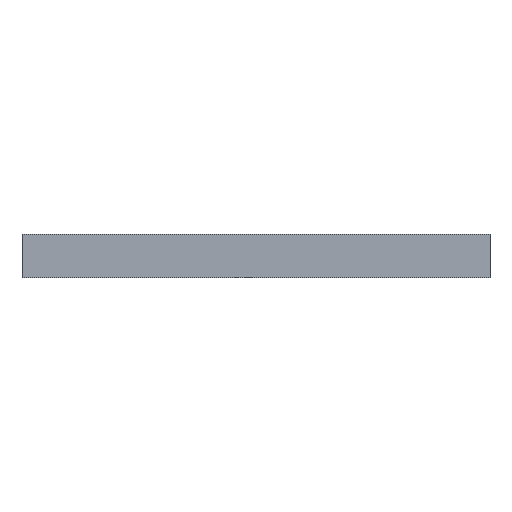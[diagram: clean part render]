
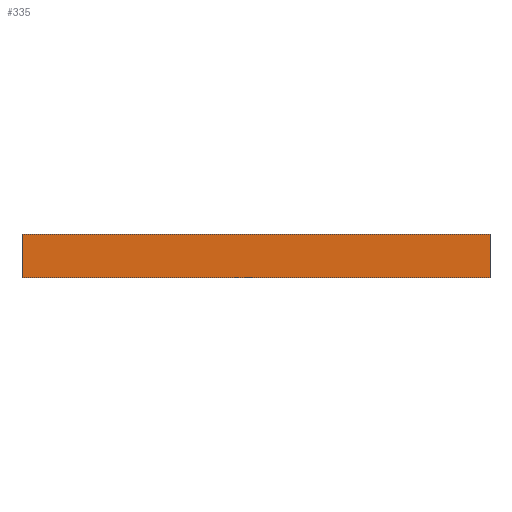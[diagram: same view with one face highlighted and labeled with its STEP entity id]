
A CAD part, left-side view. The second image highlights one B-rep face of the part: STEP entity #335.
In plain terms, the highlighted planar face has unit normal (-1, 0, 0).
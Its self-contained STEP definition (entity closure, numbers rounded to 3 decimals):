
#14 = CARTESIAN_POINT ( 'NONE',  ( -10.5, -8., 1.5 ) ) ;
#152 = EDGE_CURVE ( 'NONE', #581, #227, #170, .T. ) ;
#164 = CARTESIAN_POINT ( 'NONE',  ( -10.5, 8., 1.5 ) ) ;
#170 = LINE ( 'NONE', #774, #276 ) ;
#191 = ORIENTED_EDGE ( 'NONE', *, *, #913, .T. ) ;
#210 = VERTEX_POINT ( 'NONE', #955 ) ;
#220 = CARTESIAN_POINT ( 'NONE',  ( -10.5, -8., 1.5 ) ) ;
#226 = DIRECTION ( 'NONE',  ( 0., 0., -1. ) ) ;
#227 = VERTEX_POINT ( 'NONE', #343 ) ;
#259 = CARTESIAN_POINT ( 'NONE',  ( -10.5, 8., 1.5 ) ) ;
#276 = VECTOR ( 'NONE', #724, 1000. ) ;
#310 = DIRECTION ( 'NONE',  ( 0., 0., -1. ) ) ;
#325 = ORIENTED_EDGE ( 'NONE', *, *, #561, .F. ) ;
#335 = ADVANCED_FACE ( 'NONE', ( #970 ), #667, .F. ) ;
#343 = CARTESIAN_POINT ( 'NONE',  ( -10.5, -8., 1.5 ) ) ;
#361 = CARTESIAN_POINT ( 'NONE',  ( -10.5, -8., 0. ) ) ;
#394 = LINE ( 'NONE', #14, #675 ) ;
#451 = DIRECTION ( 'NONE',  ( 0., 0., -1. ) ) ;
#561 = EDGE_CURVE ( 'NONE', #227, #210, #394, .T. ) ;
#581 = VERTEX_POINT ( 'NONE', #164 ) ;
#608 = ORIENTED_EDGE ( 'NONE', *, *, #152, .F. ) ;
#613 = EDGE_LOOP ( 'NONE', ( #191, #325, #608, #711 ) ) ;
#667 = PLANE ( 'NONE',  #775 ) ;
#675 = VECTOR ( 'NONE', #310, 1000. ) ;
#711 = ORIENTED_EDGE ( 'NONE', *, *, #796, .T. ) ;
#724 = DIRECTION ( 'NONE',  ( 0., -1., 0. ) ) ;
#727 = VECTOR ( 'NONE', #451, 1000. ) ;
#774 = CARTESIAN_POINT ( 'NONE',  ( -10.5, -8., 1.5 ) ) ;
#775 = AXIS2_PLACEMENT_3D ( 'NONE', #220, #819, #226 ) ;
#796 = EDGE_CURVE ( 'NONE', #581, #914, #935, .T. ) ;
#819 = DIRECTION ( 'NONE',  ( 1., 0., 0. ) ) ;
#882 = CARTESIAN_POINT ( 'NONE',  ( -10.5, 8., 0. ) ) ;
#899 = VECTOR ( 'NONE', #973, 1000. ) ;
#913 = EDGE_CURVE ( 'NONE', #914, #210, #967, .T. ) ;
#914 = VERTEX_POINT ( 'NONE', #882 ) ;
#935 = LINE ( 'NONE', #259, #727 ) ;
#955 = CARTESIAN_POINT ( 'NONE',  ( -10.5, -8., 0. ) ) ;
#967 = LINE ( 'NONE', #361, #899 ) ;
#970 = FACE_OUTER_BOUND ( 'NONE', #613, .T. ) ;
#973 = DIRECTION ( 'NONE',  ( 0., -1., 0. ) ) ;
